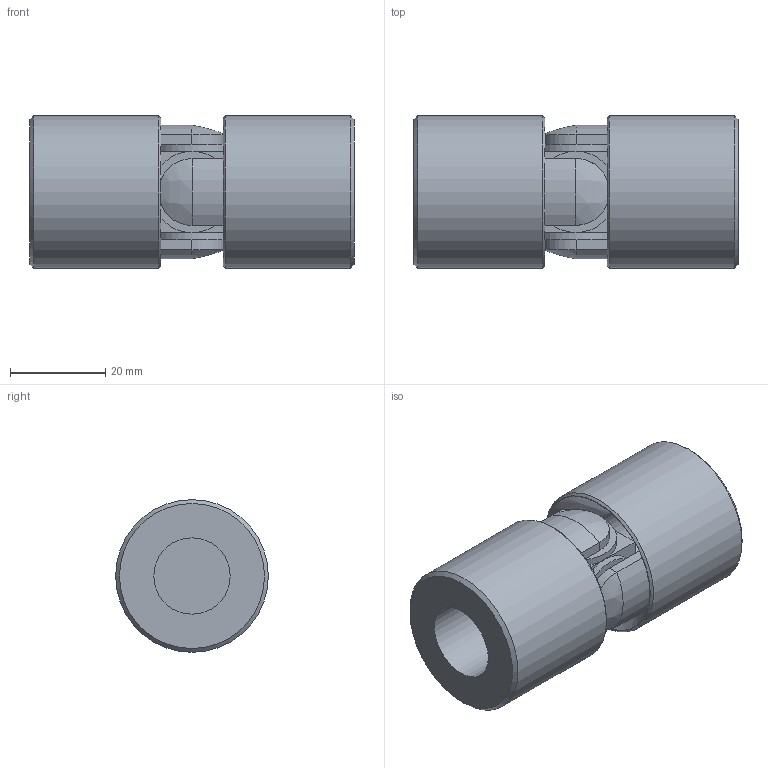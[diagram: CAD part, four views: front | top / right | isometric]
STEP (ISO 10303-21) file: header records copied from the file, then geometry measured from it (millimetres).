
FILE_DESCRIPTION( ( 'STEP AP214' ), '1' );
FILE_NAME( 'SS0S_1600_2_14b.stp', ' ', ( ' ' ), ( ' ' ), 'PSStep 15.0.47', 'PARTsolutions', ' ' );
FILE_SCHEMA( ( 'AUTOMOTIVE_DESIGN { 1 0 10303 214 1 1 1 1 }' ) );
Length unit declared in the file: millimetre
Products named in the file (4): SS0S 1600; HI_1S-1-D; HI_1S-11; HI_1S-1
Assembly tree (4 placements, depth 2):
  SS0S 1600
    HI_1S-1-D
    HI_1S-11  x2
    HI_1S-1
Bounding box: 68 x 32 x 32 mm (x, y, z)
Volume: 38360.2 mm3; surface area: 14211.5 mm2
Topology: 3 solids, 3 shells, 56 faces, 110 edges, 65 vertices
Faces by surface type: plane 30, cylinder 16, cone 6, bspline 4
Full cylindrical faces by diameter (mm): 16 x2, 17 x4, 32 x2
Entity records: 1386 total; most frequent: CARTESIAN_POINT 311, DIRECTION 158, ORIENTED_EDGE 122, AXIS2_PLACEMENT_3D 65, EDGE_CURVE 61, EDGE_LOOP 50, FACE_OUTER_BOUND 43, VERTEX_POINT 39
